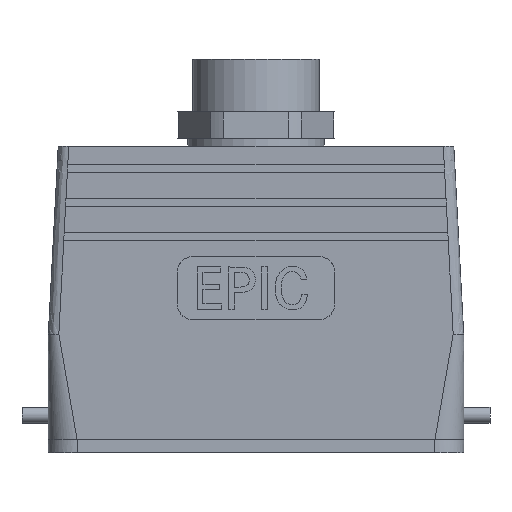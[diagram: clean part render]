
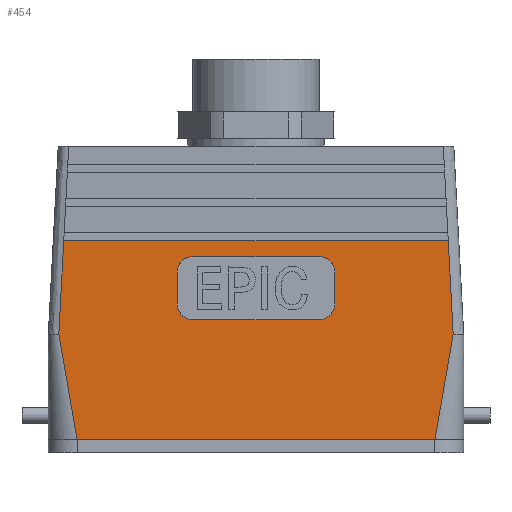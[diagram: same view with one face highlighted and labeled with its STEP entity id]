
A CAD part, left-side view. The second image highlights one B-rep face of the part: STEP entity #454.
In plain terms, the highlighted planar face has unit normal (-1, 0, -0.026).
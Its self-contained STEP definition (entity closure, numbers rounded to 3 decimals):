
#454 = ADVANCED_FACE( '', ( #962, #963 ), #964, .F. );
#962 = FACE_BOUND( '', #1771, .T. );
#963 = FACE_OUTER_BOUND( '', #1772, .T. );
#964 = PLANE( '', #1773 );
#1771 = EDGE_LOOP( '', ( #3057, #3058, #3059, #3060, #3061, #3062, #3063, #3064 ) );
#1772 = EDGE_LOOP( '', ( #3065, #3066, #3067, #3068, #3069, #3070 ) );
#1773 = AXIS2_PLACEMENT_3D( '', #3071, #3072, #3073 );
#3057 = ORIENTED_EDGE( '', *, *, #3582, .T. );
#3058 = ORIENTED_EDGE( '', *, *, #4024, .F. );
#3059 = ORIENTED_EDGE( '', *, *, #3700, .F. );
#3060 = ORIENTED_EDGE( '', *, *, #3824, .F. );
#3061 = ORIENTED_EDGE( '', *, *, #3594, .F. );
#3062 = ORIENTED_EDGE( '', *, *, #3988, .F. );
#3063 = ORIENTED_EDGE( '', *, *, #4025, .T. );
#3064 = ORIENTED_EDGE( '', *, *, #3837, .T. );
#3065 = ORIENTED_EDGE( '', *, *, #4026, .T. );
#3066 = ORIENTED_EDGE( '', *, *, #4000, .F. );
#3067 = ORIENTED_EDGE( '', *, *, #3887, .F. );
#3068 = ORIENTED_EDGE( '', *, *, #3636, .F. );
#3069 = ORIENTED_EDGE( '', *, *, #3850, .T. );
#3070 = ORIENTED_EDGE( '', *, *, #3600, .T. );
#3071 = CARTESIAN_POINT( '', ( -14.75, 39.5, 0. ) );
#3072 = DIRECTION( '', ( 1., 0., 0.026 ) );
#3073 = DIRECTION( '', ( 0.026, 0., -1. ) );
#3582 = EDGE_CURVE( '', #4218, #4219, #4220, .F. );
#3594 = EDGE_CURVE( '', #4240, #4241, #4242, .F. );
#3600 = EDGE_CURVE( '', #4252, #4249, #4253, .F. );
#3636 = EDGE_CURVE( '', #4313, #4314, #4315, .T. );
#3700 = EDGE_CURVE( '', #4418, #4419, #4420, .F. );
#3824 = EDGE_CURVE( '', #4241, #4418, #4609, .T. );
#3837 = EDGE_CURVE( '', #4624, #4218, #4625, .T. );
#3850 = EDGE_CURVE( '', #4313, #4252, #4643, .T. );
#3887 = EDGE_CURVE( '', #4314, #4696, #4697, .T. );
#3988 = EDGE_CURVE( '', #4826, #4240, #4827, .T. );
#4000 = EDGE_CURVE( '', #4696, #4839, #4841, .F. );
#4024 = EDGE_CURVE( '', #4419, #4219, #4872, .T. );
#4025 = EDGE_CURVE( '', #4826, #4624, #4873, .F. );
#4026 = EDGE_CURVE( '', #4249, #4839, #4874, .T. );
#4218 = VERTEX_POINT( '', #5116 );
#4219 = VERTEX_POINT( '', #5117 );
#4220 = ELLIPSE( '', #5118, 3.001, 3. );
#4240 = VERTEX_POINT( '', #5142 );
#4241 = VERTEX_POINT( '', #5143 );
#4242 = ELLIPSE( '', #5144, 3.001, 3. );
#4249 = VERTEX_POINT( '', #5153 );
#4252 = VERTEX_POINT( '', #5175 );
#4253 = B_SPLINE_CURVE_WITH_KNOTS( '', 3, ( #5176, #5177, #5178, #5179 ), .UNSPECIFIED., .F., .F., ( 4, 4 ), ( 0.562, 0.84 ), .UNSPECIFIED. );
#4313 = VERTEX_POINT( '', #5282 );
#4314 = VERTEX_POINT( '', #5283 );
#4315 = LINE( '', #5284, #5285 );
#4418 = VERTEX_POINT( '', #5519 );
#4419 = VERTEX_POINT( '', #5520 );
#4420 = ELLIPSE( '', #5521, 3.001, 3. );
#4609 = LINE( '', #5876, #5877 );
#4624 = VERTEX_POINT( '', #5902 );
#4625 = LINE( '', #5903, #5904 );
#4643 = B_SPLINE_CURVE_WITH_KNOTS( '', 3, ( #5942, #5943, #5944, #5945 ), .UNSPECIFIED., .F., .F., ( 4, 4 ), ( 0.5, 0.599 ), .UNSPECIFIED. );
#4696 = VERTEX_POINT( '', #6054 );
#4697 = B_SPLINE_CURVE_WITH_KNOTS( '', 3, ( #6055, #6056, #6057, #6058 ), .UNSPECIFIED., .F., .F., ( 4, 4 ), ( 0.5, 0.599 ), .UNSPECIFIED. );
#4826 = VERTEX_POINT( '', #6319 );
#4827 = LINE( '', #6320, #6321 );
#4839 = VERTEX_POINT( '', #6345 );
#4841 = B_SPLINE_CURVE_WITH_KNOTS( '', 3, ( #6366, #6367, #6368, #6369 ), .UNSPECIFIED., .F., .F., ( 4, 4 ), ( 0.562, 0.84 ), .UNSPECIFIED. );
#4872 = LINE( '', #6410, #6411 );
#4873 = ELLIPSE( '', #6412, 3.001, 3. );
#4874 = LINE( '', #6413, #6414 );
#5116 = CARTESIAN_POINT( '', ( -15.42, -15., 25.8 ) );
#5117 = CARTESIAN_POINT( '', ( -15.342, -12., 22.8 ) );
#5118 = AXIS2_PLACEMENT_3D( '', #6648, #6649, #6650 );
#5142 = CARTESIAN_POINT( '', ( -15.654, 12., 34.8 ) );
#5143 = CARTESIAN_POINT( '', ( -15.576, 15., 31.8 ) );
#5144 = AXIS2_PLACEMENT_3D( '', #6670, #6671, #6672 );
#5153 = CARTESIAN_POINT( '', ( -14.75, 34.025, 0. ) );
#5175 = CARTESIAN_POINT( '', ( -15.269, 37.496, 19.976 ) );
#5176 = CARTESIAN_POINT( '', ( -14.75, 34.025, 0. ) );
#5177 = CARTESIAN_POINT( '', ( -14.923, 35.182, 6.659 ) );
#5178 = CARTESIAN_POINT( '', ( -15.096, 36.339, 13.317 ) );
#5179 = CARTESIAN_POINT( '', ( -15.269, 37.496, 19.976 ) );
#5282 = CARTESIAN_POINT( '', ( -15.732, 36.562, 37.8 ) );
#5283 = CARTESIAN_POINT( '', ( -15.732, -36.562, 37.8 ) );
#5284 = CARTESIAN_POINT( '', ( -15.732, 39.5, 37.8 ) );
#5285 = VECTOR( '', #6708, 1000. );
#5519 = CARTESIAN_POINT( '', ( -15.42, 15., 25.8 ) );
#5520 = CARTESIAN_POINT( '', ( -15.342, 12., 22.8 ) );
#5521 = AXIS2_PLACEMENT_3D( '', #6747, #6748, #6749 );
#5876 = CARTESIAN_POINT( '', ( -14.75, 15., 0. ) );
#5877 = VECTOR( '', #6854, 1000. );
#5902 = CARTESIAN_POINT( '', ( -15.576, -15., 31.8 ) );
#5903 = CARTESIAN_POINT( '', ( -14.75, -15., 0. ) );
#5904 = VECTOR( '', #6862, 1000. );
#5942 = CARTESIAN_POINT( '', ( -15.732, 36.562, 37.8 ) );
#5943 = CARTESIAN_POINT( '', ( -15.578, 36.873, 31.859 ) );
#5944 = CARTESIAN_POINT( '', ( -15.423, 37.184, 25.917 ) );
#5945 = CARTESIAN_POINT( '', ( -15.269, 37.496, 19.976 ) );
#6054 = CARTESIAN_POINT( '', ( -15.269, -37.496, 19.976 ) );
#6055 = CARTESIAN_POINT( '', ( -15.732, -36.562, 37.8 ) );
#6056 = CARTESIAN_POINT( '', ( -15.578, -36.873, 31.859 ) );
#6057 = CARTESIAN_POINT( '', ( -15.423, -37.184, 25.917 ) );
#6058 = CARTESIAN_POINT( '', ( -15.269, -37.496, 19.976 ) );
#6319 = CARTESIAN_POINT( '', ( -15.654, -12., 34.8 ) );
#6320 = CARTESIAN_POINT( '', ( -15.654, 39.5, 34.8 ) );
#6321 = VECTOR( '', #6965, 1000. );
#6345 = CARTESIAN_POINT( '', ( -14.75, -34.025, 0. ) );
#6366 = CARTESIAN_POINT( '', ( -14.75, -34.025, 0. ) );
#6367 = CARTESIAN_POINT( '', ( -14.923, -35.182, 6.659 ) );
#6368 = CARTESIAN_POINT( '', ( -15.096, -36.339, 13.317 ) );
#6369 = CARTESIAN_POINT( '', ( -15.269, -37.496, 19.976 ) );
#6410 = CARTESIAN_POINT( '', ( -15.342, 39.5, 22.8 ) );
#6411 = VECTOR( '', #6990, 1000. );
#6412 = AXIS2_PLACEMENT_3D( '', #6991, #6992, #6993 );
#6413 = CARTESIAN_POINT( '', ( -14.75, 39.5, 0. ) );
#6414 = VECTOR( '', #6994, 1000. );
#6648 = CARTESIAN_POINT( '', ( -15.42, -12., 25.8 ) );
#6649 = DIRECTION( '', ( -1., 0., -0.026 ) );
#6650 = DIRECTION( '', ( 0.026, 0., -1. ) );
#6670 = CARTESIAN_POINT( '', ( -15.576, 12., 31.8 ) );
#6671 = DIRECTION( '', ( 1., 0., 0.026 ) );
#6672 = DIRECTION( '', ( 0.026, 0., -1. ) );
#6708 = DIRECTION( '', ( 0., -1., 0. ) );
#6747 = CARTESIAN_POINT( '', ( -15.42, 12., 25.8 ) );
#6748 = DIRECTION( '', ( 1., 0., 0.026 ) );
#6749 = DIRECTION( '', ( 0.026, 0., -1. ) );
#6854 = DIRECTION( '', ( 0.026, 0., -1. ) );
#6862 = DIRECTION( '', ( 0.026, 0., -1. ) );
#6965 = DIRECTION( '', ( 0., 1., 0. ) );
#6990 = DIRECTION( '', ( 0., -1., 0. ) );
#6991 = CARTESIAN_POINT( '', ( -15.576, -12., 31.8 ) );
#6992 = DIRECTION( '', ( -1., 0., -0.026 ) );
#6993 = DIRECTION( '', ( 0.026, 0., -1. ) );
#6994 = DIRECTION( '', ( 0., -1., 0. ) );
